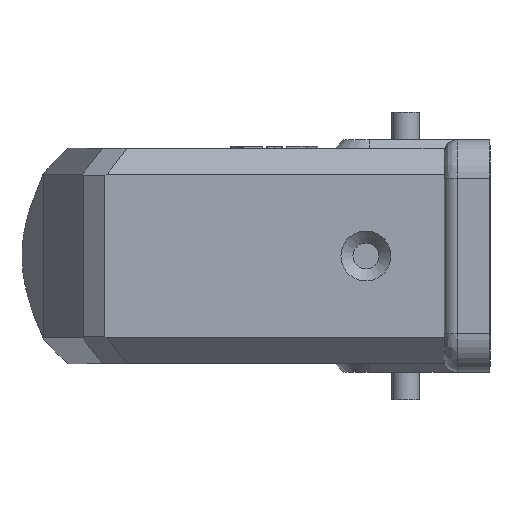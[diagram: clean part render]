
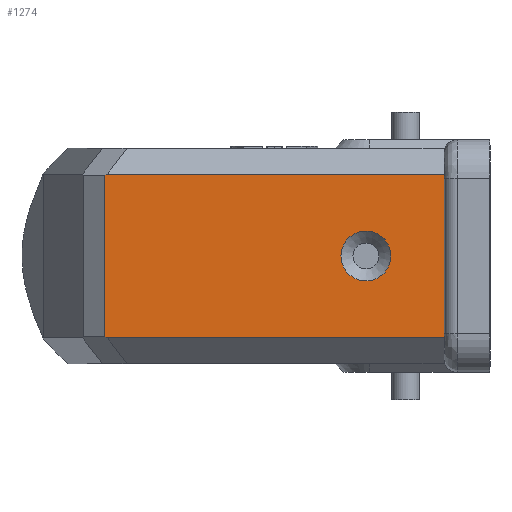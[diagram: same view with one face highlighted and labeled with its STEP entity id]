
A CAD part, left-side view. The second image highlights one B-rep face of the part: STEP entity #1274.
In plain terms, the highlighted planar face has unit normal (-1, 0, 0).
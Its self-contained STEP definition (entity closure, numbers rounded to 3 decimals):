
#714=B_SPLINE_CURVE_WITH_KNOTS('',3,(#6829,#6830,#6831,#6832),
 .UNSPECIFIED.,.F.,.F.,(4,4),(0.,1.),.UNSPECIFIED.);
#715=B_SPLINE_CURVE_WITH_KNOTS('',3,(#6860,#6861,#6862,#6863),
 .UNSPECIFIED.,.F.,.F.,(4,4),(0.,1.),.UNSPECIFIED.);
#869=PLANE('',#4712);
#1274=ADVANCED_FACE('',(#1347,#1348),#869,.T.);
#1347=FACE_BOUND('',#1572,.T.);
#1348=FACE_BOUND('',#1573,.T.);
#1572=EDGE_LOOP('',(#2524));
#1573=EDGE_LOOP('',(#2525,#2526,#2527,#2528,#2529,#2530,#2531,#2532));
#2524=ORIENTED_EDGE('',*,*,#2955,.T.);
#2525=ORIENTED_EDGE('',*,*,#3440,.T.);
#2526=ORIENTED_EDGE('',*,*,#3441,.T.);
#2527=ORIENTED_EDGE('',*,*,#3442,.T.);
#2528=ORIENTED_EDGE('',*,*,#3322,.T.);
#2529=ORIENTED_EDGE('',*,*,#3429,.T.);
#2530=ORIENTED_EDGE('',*,*,#3431,.T.);
#2531=ORIENTED_EDGE('',*,*,#3432,.T.);
#2532=ORIENTED_EDGE('',*,*,#3438,.T.);
#2615=VERTEX_POINT('',#5689);
#2863=VERTEX_POINT('',#6516);
#2864=VERTEX_POINT('',#6518);
#2936=VERTEX_POINT('',#6798);
#2937=VERTEX_POINT('',#6802);
#2938=VERTEX_POINT('',#6806);
#2941=VERTEX_POINT('',#6824);
#2942=VERTEX_POINT('',#6828);
#2943=VERTEX_POINT('',#6859);
#2955=EDGE_CURVE('',#2615,#2615,#3466,.T.);
#3322=EDGE_CURVE('',#2864,#2863,#3847,.T.);
#3429=EDGE_CURVE('',#2863,#2936,#3917,.T.);
#3431=EDGE_CURVE('',#2936,#2937,#3919,.T.);
#3432=EDGE_CURVE('',#2937,#2938,#3920,.T.);
#3438=EDGE_CURVE('',#2938,#2941,#3923,.T.);
#3440=EDGE_CURVE('',#2941,#2942,#714,.T.);
#3441=EDGE_CURVE('',#2942,#2943,#3924,.T.);
#3442=EDGE_CURVE('',#2943,#2864,#715,.T.);
#3466=CIRCLE('',#4468,2.9);
#3847=LINE('',#6517,#4244);
#3917=LINE('',#6799,#4314);
#3919=LINE('',#6803,#4316);
#3920=LINE('',#6805,#4317);
#3923=LINE('',#6825,#4320);
#3924=LINE('',#6858,#4321);
#4244=VECTOR('',#5422,1.);
#4314=VECTOR('',#5596,1.);
#4316=VECTOR('',#5600,1.);
#4317=VECTOR('',#5603,1.);
#4320=VECTOR('',#5612,1.);
#4321=VECTOR('',#5617,1.);
#4468=AXIS2_PLACEMENT_3D('',#5688,#4743,#4744);
#4712=AXIS2_PLACEMENT_3D('',#6864,#5618,#5619);
#4743=DIRECTION('',(1.,0.,0.));
#4744=DIRECTION('',(0.,0.,1.));
#5422=DIRECTION('',(0.,1.,0.));
#5596=DIRECTION('',(0.,0.9,-0.435));
#5600=DIRECTION('',(0.,0.,-1.));
#5603=DIRECTION('',(0.,-0.9,-0.435));
#5612=DIRECTION('',(0.,-1.,0.));
#5617=DIRECTION('',(0.,0.,1.));
#5618=DIRECTION('',(-1.,0.,0.));
#5619=DIRECTION('',(0.,-1.,0.));
#5688=CARTESIAN_POINT('',(-12.5,14.4,0.));
#5689=CARTESIAN_POINT('',(-12.5,14.4,2.9));
#6516=CARTESIAN_POINT('',(-12.5,44.41,9.5));
#6517=CARTESIAN_POINT('',(-12.5,5.299,9.5));
#6518=CARTESIAN_POINT('',(-12.5,5.299,9.5));
#6798=CARTESIAN_POINT('',(-12.5,44.685,9.367));
#6799=CARTESIAN_POINT('',(-12.5,44.41,9.5));
#6802=CARTESIAN_POINT('',(-12.5,44.685,-9.367));
#6803=CARTESIAN_POINT('',(-12.5,44.685,9.367));
#6805=CARTESIAN_POINT('',(-12.5,44.685,-9.367));
#6806=CARTESIAN_POINT('',(-12.5,44.41,-9.5));
#6824=CARTESIAN_POINT('',(-12.5,5.299,-9.5));
#6825=CARTESIAN_POINT('',(-12.5,44.41,-9.5));
#6828=CARTESIAN_POINT('',(-12.5,5.3,-9.));
#6829=CARTESIAN_POINT('',(-12.5,5.299,-9.5));
#6830=CARTESIAN_POINT('',(-12.5,5.3,-9.333));
#6831=CARTESIAN_POINT('',(-12.5,5.3,-9.167));
#6832=CARTESIAN_POINT('',(-12.5,5.3,-9.));
#6858=CARTESIAN_POINT('',(-12.5,5.3,-9.));
#6859=CARTESIAN_POINT('',(-12.5,5.3,9.));
#6860=CARTESIAN_POINT('',(-12.5,5.3,9.));
#6861=CARTESIAN_POINT('',(-12.5,5.3,9.167));
#6862=CARTESIAN_POINT('',(-12.5,5.3,9.333));
#6863=CARTESIAN_POINT('',(-12.5,5.299,9.5));
#6864=CARTESIAN_POINT('',(-12.5,46.685,-12.5));
